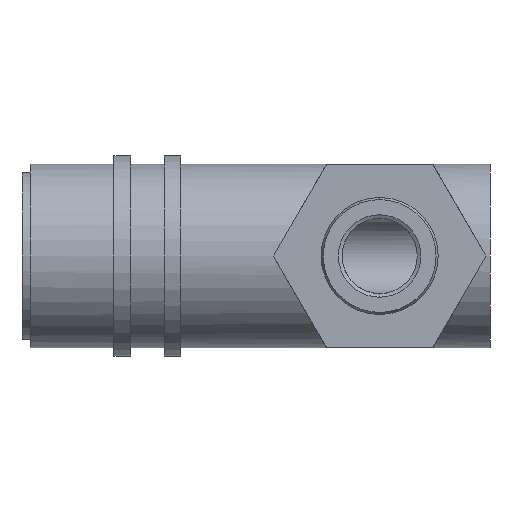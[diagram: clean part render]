
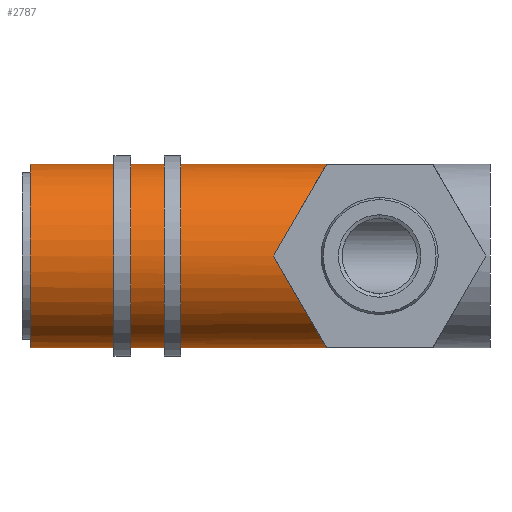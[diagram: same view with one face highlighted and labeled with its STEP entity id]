
A CAD part, front view. The second image highlights one B-rep face of the part: STEP entity #2787.
In plain terms, the highlighted cylindrical face has radius 11 mm (diameter 22 mm), a partial arc.
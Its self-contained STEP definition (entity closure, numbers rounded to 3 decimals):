
#61 = CIRCLE ( 'NONE', #4230, 11. ) ;
#406 = CARTESIAN_POINT ( 'NONE',  ( 33.817, -11., 6.444 ) ) ;
#580 = FACE_OUTER_BOUND ( 'NONE', #3519, .T. ) ;
#773 = CARTESIAN_POINT ( 'NONE',  ( 0., 0., -11. ) ) ;
#1226 = CARTESIAN_POINT ( 'NONE',  ( 1., 0., -11. ) ) ;
#1233 = CARTESIAN_POINT ( 'NONE',  ( 0., 0., 0. ) ) ;
#1234 = EDGE_CURVE ( 'NONE', #8223, #1959, #7999, .T. ) ;
#1412 = ORIENTED_EDGE ( 'NONE', *, *, #3941, .F. ) ;
#1704 = CARTESIAN_POINT ( 'NONE',  ( 30.097, -11., 0. ) ) ;
#1746 = VECTOR ( 'NONE', #4760, 1000. ) ;
#1791 = CARTESIAN_POINT ( 'NONE',  ( 36.447, 0., -11. ) ) ;
#1836 = CYLINDRICAL_SURFACE ( 'NONE', #2956, 11. ) ;
#1959 = VERTEX_POINT ( 'NONE', #2670 ) ;
#2670 = CARTESIAN_POINT ( 'NONE',  ( 30.097, -11., 0. ) ) ;
#2787 = ADVANCED_FACE ( 'NONE', ( #580 ), #1836, .T. ) ;
#2886 = ORIENTED_EDGE ( 'NONE', *, *, #1234, .T. ) ;
#2956 = AXIS2_PLACEMENT_3D ( 'NONE', #1233, #5041, #3218 ) ;
#3043 = CARTESIAN_POINT ( 'NONE',  ( 36.447, -6.444, 11. ) ) ;
#3218 = DIRECTION ( 'NONE',  ( 0., 0., 1. ) ) ;
#3519 = EDGE_LOOP ( 'NONE', ( #7442, #2886, #7972, #5394, #1412 ) ) ;
#3642 = VERTEX_POINT ( 'NONE', #8534 ) ;
#3941 = EDGE_CURVE ( 'NONE', #4868, #3642, #61, .T. ) ;
#4230 = AXIS2_PLACEMENT_3D ( 'NONE', #4267, #6303, #4306 ) ;
#4267 = CARTESIAN_POINT ( 'NONE',  ( 1., 0., 0. ) ) ;
#4306 = DIRECTION ( 'NONE',  ( 0., 0., 1. ) ) ;
#4359 = CARTESIAN_POINT ( 'NONE',  ( 33.817, -11., -6.444 ) ) ;
#4760 = DIRECTION ( 'NONE',  ( -1., 0., 0. ) ) ;
#4868 = VERTEX_POINT ( 'NONE', #1226 ) ;
#5041 = DIRECTION ( 'NONE',  ( -1., 0., 0. ) ) ;
#5055 = CARTESIAN_POINT ( 'NONE',  ( 0., 0., 11. ) ) ;
#5394 = ORIENTED_EDGE ( 'NONE', *, *, #6008, .T. ) ;
#6008 = EDGE_CURVE ( 'NONE', #7787, #3642, #7792, .T. ) ;
#6269 = CARTESIAN_POINT ( 'NONE',  ( 36.447, 0., -11. ) ) ;
#6303 = DIRECTION ( 'NONE',  ( -1., 0., 0. ) ) ;
#6719 = CARTESIAN_POINT ( 'NONE',  ( 36.447, 0., 11. ) ) ;
#6726 = EDGE_CURVE ( 'NONE', #1959, #7787, #7219, .T. ) ;
#7011 = VECTOR ( 'NONE', #7104, 1000. ) ;
#7104 = DIRECTION ( 'NONE',  ( -1., 0., 0. ) ) ;
#7219 =( BOUNDED_CURVE ( )  B_SPLINE_CURVE ( 3, ( #1704, #406, #3043, #7695 ),
 .UNSPECIFIED., .F., .T. ) 
 B_SPLINE_CURVE_WITH_KNOTS ( ( 4, 4 ),
 ( 1.571, 3.142 ),
 .UNSPECIFIED. ) 
 CURVE ( )  GEOMETRIC_REPRESENTATION_ITEM ( )  RATIONAL_B_SPLINE_CURVE ( ( 1., 0.805, 0.805, 1. ) ) 
 REPRESENTATION_ITEM ( '' )  );
#7376 = LINE ( 'NONE', #773, #1746 ) ;
#7442 = ORIENTED_EDGE ( 'NONE', *, *, #7933, .F. ) ;
#7695 = CARTESIAN_POINT ( 'NONE',  ( 36.447, 0., 11. ) ) ;
#7700 = CARTESIAN_POINT ( 'NONE',  ( 36.447, -6.444, -11. ) ) ;
#7787 = VERTEX_POINT ( 'NONE', #6719 ) ;
#7792 = LINE ( 'NONE', #5055, #7011 ) ;
#7933 = EDGE_CURVE ( 'NONE', #8223, #4868, #7376, .T. ) ;
#7972 = ORIENTED_EDGE ( 'NONE', *, *, #6726, .T. ) ;
#7999 =( BOUNDED_CURVE ( )  B_SPLINE_CURVE ( 3, ( #6269, #7700, #4359, #8266 ),
 .UNSPECIFIED., .F., .F. ) 
 B_SPLINE_CURVE_WITH_KNOTS ( ( 4, 4 ),
 ( 3.142, 4.712 ),
 .UNSPECIFIED. ) 
 CURVE ( )  GEOMETRIC_REPRESENTATION_ITEM ( )  RATIONAL_B_SPLINE_CURVE ( ( 1., 0.805, 0.805, 1. ) ) 
 REPRESENTATION_ITEM ( '' )  );
#8223 = VERTEX_POINT ( 'NONE', #1791 ) ;
#8266 = CARTESIAN_POINT ( 'NONE',  ( 30.097, -11., 0. ) ) ;
#8534 = CARTESIAN_POINT ( 'NONE',  ( 1., 0., 11. ) ) ;
